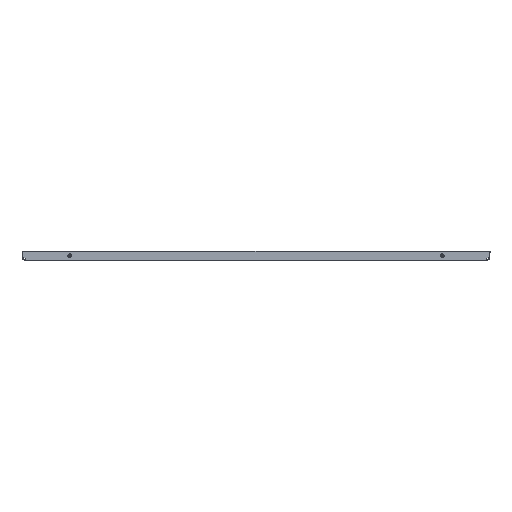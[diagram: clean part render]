
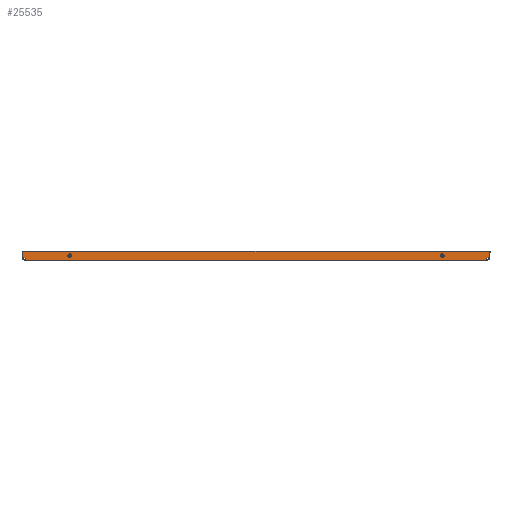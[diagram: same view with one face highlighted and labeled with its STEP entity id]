
A CAD part, front view. The second image highlights one B-rep face of the part: STEP entity #25535.
In plain terms, the highlighted planar face has unit normal (0, -1, 0).
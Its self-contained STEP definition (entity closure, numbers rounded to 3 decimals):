
#3111 = DIRECTION ( 'NONE',  ( 0., 0., 1. ) ) ;
#3113 = DIRECTION ( 'NONE',  ( 0., 1., 0. ) ) ;
#3115 = PLANE ( 'NONE',  #15887 ) ;
#3124 = CARTESIAN_POINT ( 'NONE',  ( -495.5, -977.5, 20. ) ) ;
#10640 = CARTESIAN_POINT ( 'NONE',  ( 488.016, -977.5, 1.51 ) ) ;
#10734 = CARTESIAN_POINT ( 'NONE',  ( -395.5, -977.5, 15. ) ) ;
#10759 = CARTESIAN_POINT ( 'NONE',  ( -488.016, -977.5, 1.51 ) ) ;
#10822 = CARTESIAN_POINT ( 'NONE',  ( 495.4, -977.5, 20. ) ) ;
#10869 = CARTESIAN_POINT ( 'NONE',  ( -495.4, -977.5, 8.9 ) ) ;
#11205 = CARTESIAN_POINT ( 'NONE',  ( 395.5, -977.5, 7. ) ) ;
#11255 = CARTESIAN_POINT ( 'NONE',  ( -495.4, -977.5, 20. ) ) ;
#11262 = CARTESIAN_POINT ( 'NONE',  ( 495.4, -977.5, 8.9 ) ) ;
#11380 = CARTESIAN_POINT ( 'NONE',  ( -395.5, -977.5, 7. ) ) ;
#11412 = CARTESIAN_POINT ( 'NONE',  ( 395.5, -977.5, 15. ) ) ;
#14905 = DIRECTION ( 'NONE',  ( 0., 0., 1. ) ) ;
#14909 = DIRECTION ( 'NONE',  ( 0., 1., 0. ) ) ;
#14952 = CARTESIAN_POINT ( 'NONE',  ( 395.5, -977.5, 11. ) ) ;
#14970 = DIRECTION ( 'NONE',  ( -1., 0., 0. ) ) ;
#14971 = CARTESIAN_POINT ( 'NONE',  ( -495.5, -977.5, 20. ) ) ;
#14982 = DIRECTION ( 'NONE',  ( 0., 0., 1. ) ) ;
#14983 = DIRECTION ( 'NONE',  ( 0., 1., 0. ) ) ;
#14988 = DIRECTION ( 'NONE',  ( -0.707, 0., -0.707 ) ) ;
#14990 = CARTESIAN_POINT ( 'NONE',  ( 5.877, -977.5, -480.996 ) ) ;
#14993 = DIRECTION ( 'NONE',  ( 0.707, 0., -0.707 ) ) ;
#14996 = CARTESIAN_POINT ( 'NONE',  ( 395.5, -977.5, 11. ) ) ;
#14998 = DIRECTION ( 'NONE',  ( -1., 0., 0. ) ) ;
#15000 = CARTESIAN_POINT ( 'NONE',  ( -495.5, -977.5, 1.51 ) ) ;
#15025 = CARTESIAN_POINT ( 'NONE',  ( -501., -977.5, 14.504 ) ) ;
#15039 = DIRECTION ( 'NONE',  ( 0., 0., 1. ) ) ;
#15041 = CARTESIAN_POINT ( 'NONE',  ( 495.4, -977.5, 1.51 ) ) ;
#15505 = DIRECTION ( 'NONE',  ( 0., 0., 1. ) ) ;
#15506 = DIRECTION ( 'NONE',  ( 0., -1., 0. ) ) ;
#15521 = CARTESIAN_POINT ( 'NONE',  ( -395.5, -977.5, 11. ) ) ;
#15604 = DIRECTION ( 'NONE',  ( 0., 0., 1. ) ) ;
#15607 = CARTESIAN_POINT ( 'NONE',  ( -495.4, -977.5, 1.51 ) ) ;
#15887 = AXIS2_PLACEMENT_3D ( 'NONE', #3124, #3113, #3111 ) ;
#15897 = EDGE_CURVE ( 'NONE', #21491, #20829, #33039, .T. ) ;
#16006 = EDGE_CURVE ( 'NONE', #21373, #20960, #25100, .T. ) ;
#16041 = EDGE_CURVE ( 'NONE', #20829, #21491, #25059, .T. ) ;
#16064 = EDGE_CURVE ( 'NONE', #21021, #20794, #25036, .T. ) ;
#16122 = EDGE_CURVE ( 'NONE', #20951, #21417, #24959, .T. ) ;
#16133 = EDGE_CURVE ( 'NONE', #21592, #21462, #24953, .T. ) ;
#16134 = EDGE_CURVE ( 'NONE', #21373, #21462, #24943, .T. ) ;
#16135 = EDGE_CURVE ( 'NONE', #20951, #21592, #24939, .T. ) ;
#16137 = EDGE_CURVE ( 'NONE', #20794, #21021, #24933, .T. ) ;
#16140 = EDGE_CURVE ( 'NONE', #21417, #20960, #24930, .T. ) ;
#16421 = DIRECTION ( 'NONE',  ( 0., 0., 1. ) ) ;
#16422 = DIRECTION ( 'NONE',  ( 0., -1., 0. ) ) ;
#16431 = CARTESIAN_POINT ( 'NONE',  ( -395.5, -977.5, 11. ) ) ;
#18321 = AXIS2_PLACEMENT_3D ( 'NONE', #16431, #16422, #16421 ) ;
#20794 = VERTEX_POINT ( 'NONE', #11412 ) ;
#20829 = VERTEX_POINT ( 'NONE', #11380 ) ;
#20951 = VERTEX_POINT ( 'NONE', #11262 ) ;
#20960 = VERTEX_POINT ( 'NONE', #11255 ) ;
#21021 = VERTEX_POINT ( 'NONE', #11205 ) ;
#21373 = VERTEX_POINT ( 'NONE', #10869 ) ;
#21417 = VERTEX_POINT ( 'NONE', #10822 ) ;
#21462 = VERTEX_POINT ( 'NONE', #10759 ) ;
#21491 = VERTEX_POINT ( 'NONE', #10734 ) ;
#21592 = VERTEX_POINT ( 'NONE', #10640 ) ;
#22582 = AXIS2_PLACEMENT_3D ( 'NONE', #14952, #14909, #14905 ) ;
#22625 = AXIS2_PLACEMENT_3D ( 'NONE', #15521, #15506, #15505 ) ;
#22637 = AXIS2_PLACEMENT_3D ( 'NONE', #14996, #14983, #14982 ) ;
#23732 = ORIENTED_EDGE ( 'NONE', *, *, #16133, .F. ) ;
#24481 = FACE_BOUND ( 'NONE', #31946, .T. ) ;
#24483 = FACE_BOUND ( 'NONE', #31944, .T. ) ;
#24488 = FACE_OUTER_BOUND ( 'NONE', #31939, .T. ) ;
#24929 = VECTOR ( 'NONE', #14970, 1000. ) ;
#24930 = LINE ( 'NONE', #14971, #24929 ) ;
#24933 = CIRCLE ( 'NONE', #22637, 4. ) ;
#24938 = VECTOR ( 'NONE', #14988, 1000. ) ;
#24939 = LINE ( 'NONE', #14990, #24938 ) ;
#24941 = VECTOR ( 'NONE', #14993, 1000. ) ;
#24943 = LINE ( 'NONE', #15025, #24941 ) ;
#24953 = LINE ( 'NONE', #15000, #24956 ) ;
#24956 = VECTOR ( 'NONE', #14998, 1000. ) ;
#24958 = VECTOR ( 'NONE', #15039, 1000. ) ;
#24959 = LINE ( 'NONE', #15041, #24958 ) ;
#25036 = CIRCLE ( 'NONE', #22582, 4. ) ;
#25059 = CIRCLE ( 'NONE', #22625, 4. ) ;
#25099 = VECTOR ( 'NONE', #15604, 1000. ) ;
#25100 = LINE ( 'NONE', #15607, #25099 ) ;
#25535 = ADVANCED_FACE ( 'NONE', ( #24488, #24483, #24481 ), #3115, .F. ) ;
#31167 = ORIENTED_EDGE ( 'NONE', *, *, #16135, .F. ) ;
#31168 = ORIENTED_EDGE ( 'NONE', *, *, #16064, .T. ) ;
#31189 = ORIENTED_EDGE ( 'NONE', *, *, #15897, .F. ) ;
#31317 = ORIENTED_EDGE ( 'NONE', *, *, #16006, .F. ) ;
#31318 = ORIENTED_EDGE ( 'NONE', *, *, #16122, .T. ) ;
#31319 = ORIENTED_EDGE ( 'NONE', *, *, #16041, .F. ) ;
#31334 = ORIENTED_EDGE ( 'NONE', *, *, #16140, .T. ) ;
#31471 = ORIENTED_EDGE ( 'NONE', *, *, #16134, .T. ) ;
#31472 = ORIENTED_EDGE ( 'NONE', *, *, #16137, .T. ) ;
#31939 = EDGE_LOOP ( 'NONE', ( #31317, #31471, #23732, #31167, #31318, #31334 ) ) ;
#31944 = EDGE_LOOP ( 'NONE', ( #31472, #31168 ) ) ;
#31946 = EDGE_LOOP ( 'NONE', ( #31189, #31319 ) ) ;
#33039 = CIRCLE ( 'NONE', #18321, 4. ) ;
